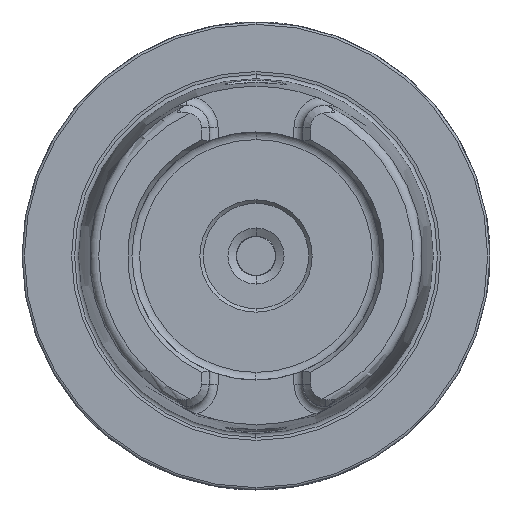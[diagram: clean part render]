
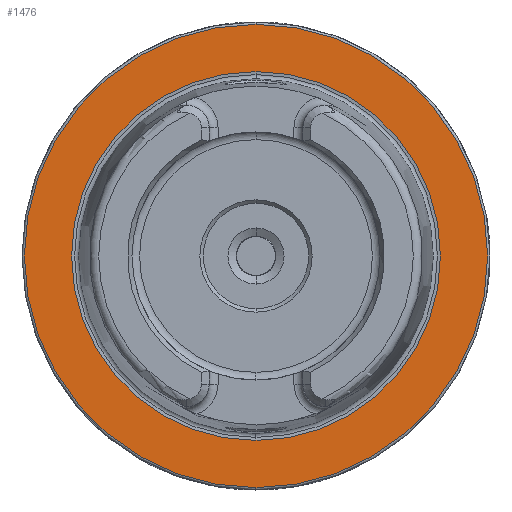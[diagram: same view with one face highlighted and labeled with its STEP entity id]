
A CAD part, left-side view. The second image highlights one B-rep face of the part: STEP entity #1476.
In plain terms, the highlighted planar face has unit normal (-1, 0, 0).
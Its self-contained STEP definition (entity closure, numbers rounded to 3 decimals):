
#386 = EDGE_LOOP ( 'NONE', ( #453, #429 ) ) ;
#387 = EDGE_LOOP ( 'NONE', ( #431, #428 ) ) ;
#428 = ORIENTED_EDGE ( 'NONE', *, *, #3337, .F. ) ;
#429 = ORIENTED_EDGE ( 'NONE', *, *, #11782, .T. ) ;
#431 = ORIENTED_EDGE ( 'NONE', *, *, #11783, .F. ) ;
#453 = ORIENTED_EDGE ( 'NONE', *, *, #3341, .T. ) ;
#1476 = ADVANCED_FACE ( 'NONE', ( #4454, #4456 ), #4457, .F. ) ;
#2797 = VERTEX_POINT ( 'NONE', #13164 ) ;
#2798 = VERTEX_POINT ( 'NONE', #13165 ) ;
#2800 = VERTEX_POINT ( 'NONE', #13167 ) ;
#2805 = VERTEX_POINT ( 'NONE', #13172 ) ;
#3337 = EDGE_CURVE ( 'NONE', #2805, #2800, #4971, .T. ) ;
#3341 = EDGE_CURVE ( 'NONE', #2798, #2797, #4960, .T. ) ;
#4453 = CARTESIAN_POINT ( 'NONE',  ( 0., 49.5, 0. ) ) ;
#4454 = FACE_BOUND ( 'NONE', #387, .T. ) ;
#4456 = FACE_OUTER_BOUND ( 'NONE', #386, .T. ) ;
#4457 = PLANE ( 'NONE',  #8396 ) ;
#4459 = DIRECTION ( 'NONE',  ( 1., 0., 0. ) ) ;
#4460 = DIRECTION ( 'NONE',  ( 0., 0., -1. ) ) ;
#4957 = AXIS2_PLACEMENT_3D ( 'NONE', #12334, #12335, #12336 ) ;
#4960 = CIRCLE ( 'NONE', #4957, 49.5 ) ;
#4964 = AXIS2_PLACEMENT_3D ( 'NONE', #12324, #12325, #12326 ) ;
#4971 = CIRCLE ( 'NONE', #4964, 39.405 ) ;
#5353 = CIRCLE ( 'NONE', #5359, 39.405 ) ;
#5356 = CIRCLE ( 'NONE', #5357, 49.5 ) ;
#5357 = AXIS2_PLACEMENT_3D ( 'NONE', #6389, #6390, #6391 ) ;
#5359 = AXIS2_PLACEMENT_3D ( 'NONE', #6393, #6394, #6395 ) ;
#6389 = CARTESIAN_POINT ( 'NONE',  ( 0., 0., 0. ) ) ;
#6390 = DIRECTION ( 'NONE',  ( -1., 0., 0. ) ) ;
#6391 = DIRECTION ( 'NONE',  ( 0., 0., 1. ) ) ;
#6393 = CARTESIAN_POINT ( 'NONE',  ( 0., 0., 0. ) ) ;
#6394 = DIRECTION ( 'NONE',  ( -1., 0., 0. ) ) ;
#6395 = DIRECTION ( 'NONE',  ( 0., 0., 1. ) ) ;
#8396 = AXIS2_PLACEMENT_3D ( 'NONE', #4453, #4459, #4460 ) ;
#11782 = EDGE_CURVE ( 'NONE', #2797, #2798, #5356, .T. ) ;
#11783 = EDGE_CURVE ( 'NONE', #2800, #2805, #5353, .T. ) ;
#12324 = CARTESIAN_POINT ( 'NONE',  ( 0., 0., 0. ) ) ;
#12325 = DIRECTION ( 'NONE',  ( -1., 0., 0. ) ) ;
#12326 = DIRECTION ( 'NONE',  ( 0., 0., 1. ) ) ;
#12334 = CARTESIAN_POINT ( 'NONE',  ( 0., 0., 0. ) ) ;
#12335 = DIRECTION ( 'NONE',  ( -1., 0., 0. ) ) ;
#12336 = DIRECTION ( 'NONE',  ( 0., 0., 1. ) ) ;
#13164 = CARTESIAN_POINT ( 'NONE',  ( 0., 0., -49.5 ) ) ;
#13165 = CARTESIAN_POINT ( 'NONE',  ( 0., 0., 49.5 ) ) ;
#13167 = CARTESIAN_POINT ( 'NONE',  ( 0., 0., 39.405 ) ) ;
#13172 = CARTESIAN_POINT ( 'NONE',  ( 0., 0., -39.405 ) ) ;
